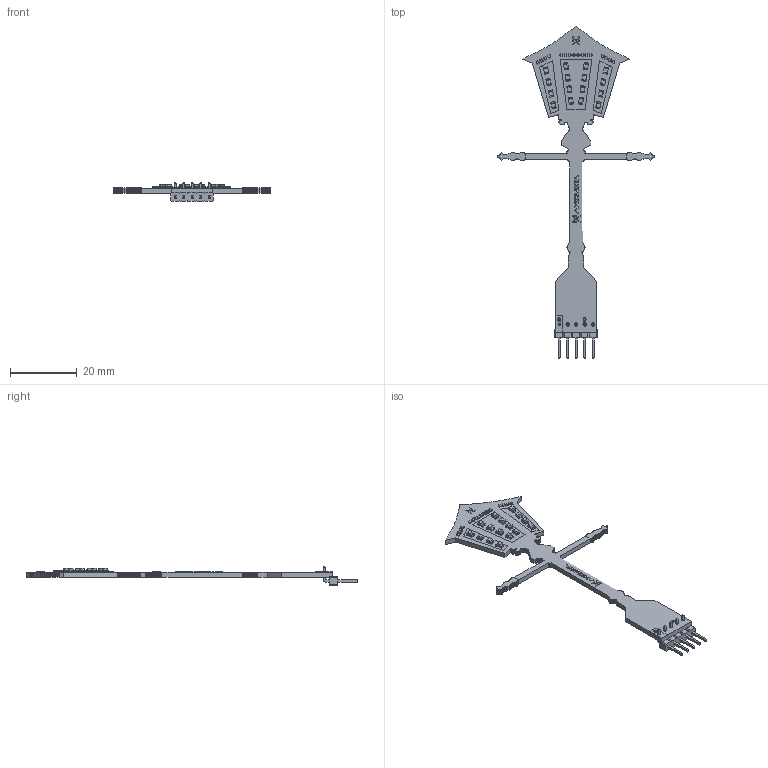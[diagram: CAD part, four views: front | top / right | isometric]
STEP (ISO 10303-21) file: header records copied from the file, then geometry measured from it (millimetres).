
FILE_DESCRIPTION(('KiCad electronic assembly'),'2;1');
FILE_NAME('STP_AXM0023.step','2025-07-08T16:16:41',('Pcbnew'),('Kicad'), 'Open CASCADE STEP processor 7.8','KiCad to STEP converter','Unknown' );
FILE_SCHEMA(('AUTOMOTIVE_DESIGN { 1 0 10303 214 1 1 1 1 }'));
Length unit declared in the file: millimetre
Products named in the file (6): STP_AXM0023 1; LED_0805_2012Metric; R_0402_1005Metric; PinHeader_1x05_P2.54mm_Horizontal; AX22_Street-Light_silkscreen; AX22_Street-Light_PCB
Assembly tree (35 placements, depth 2):
  STP_AXM0023 1
    LED_0805_2012Metric  x16
    R_0402_1005Metric  x16
    PinHeader_1x05_P2.54mm_Horizontal
    AX22_Street-Light_silkscreen
    AX22_Street-Light_PCB
Bounding box: 46.92 x 99.34 x 5.54 mm (x, y, z)
Volume: 1695.4 mm3; surface area: 3606.6 mm2
Topology: 34 solids, 114 shells, 2127 faces, 7565 edges, 5612 vertices
Faces by surface type: plane 1861, cylinder 266
Full cylindrical faces by diameter (mm): 1 x5
Entity records: 48071 total; most frequent: CARTESIAN_POINT 9235, ORIENTED_EDGE 7162, DIRECTION 6856, EDGE_CURVE 4550, LINE 4290, VECTOR 4290, VERTEX_POINT 3662, AXIS2_PLACEMENT_3D 1283
